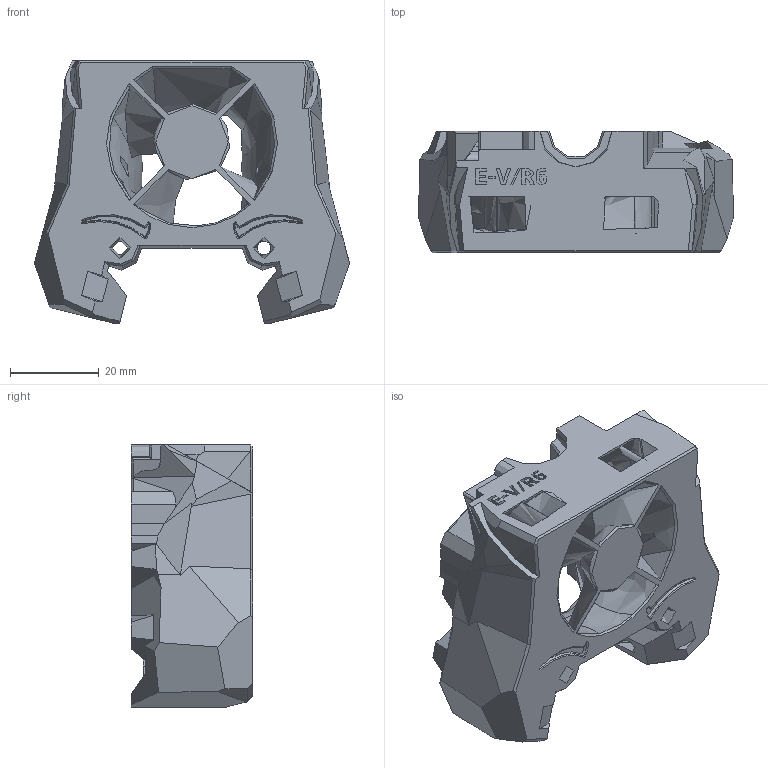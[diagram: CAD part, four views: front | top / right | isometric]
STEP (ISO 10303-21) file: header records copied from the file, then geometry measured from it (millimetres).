
FILE_DESCRIPTION(('FreeCAD Model'),'2;1');
FILE_NAME('Open CASCADE Shape Model','2023-09-16T00:40:25',(''),(''), 'Open CASCADE STEP processor 7.6','FreeCAD','Unknown');
FILE_SCHEMA(('AUTOMOTIVE_DESIGN { 1 0 10303 214 1 1 1 1 }'));
Products named in the file (1): Stealthburner_Printhead_V6_R6_front
Bounding box: 71.07 x 27.4 x 59.13 mm (x, y, z)
Volume: 40306.4 mm3; surface area: 23424.4 mm2
Topology: 1 solids, 1 shells, 582 faces, 1893 edges, 1282 vertices
Faces by surface type: plane 278, bspline 204, cone 49, cylinder 43, torus 4, sphere 4
Full cylindrical faces by diameter (mm): 3.4 x2, 4.6 x2, 4.7 x3
Entity records: 111509 total; most frequent: CARTESIAN_POINT 79738, DIRECTION 4190, ORIENTED_EDGE 3700, PCURVE 3700, DEFINITIONAL_REPRESENTATION 3700, LINE 2896, VECTOR 2896, B_SPLINE_CURVE_WITH_KNOTS 2285
